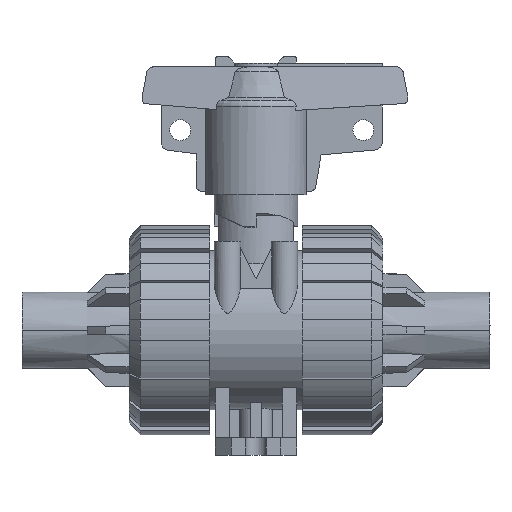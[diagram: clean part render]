
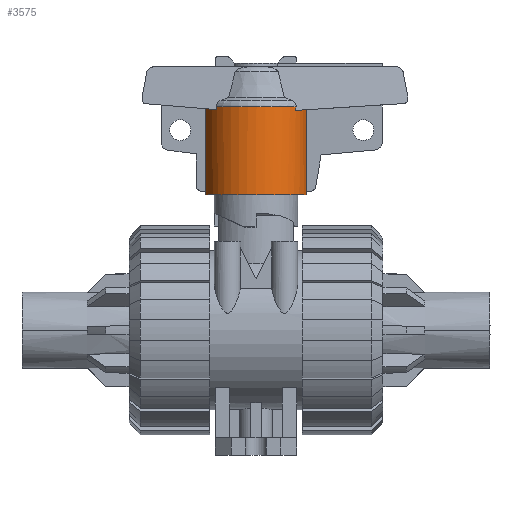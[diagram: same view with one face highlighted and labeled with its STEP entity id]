
A CAD part, front view. The second image highlights one B-rep face of the part: STEP entity #3575.
In plain terms, the highlighted cylindrical face has radius 13.75 mm (diameter 27.5 mm), a partial arc.
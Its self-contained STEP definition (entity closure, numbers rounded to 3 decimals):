
#1607=CARTESIAN_POINT('',(13.304,-3.475,68.7));
#1608=VERTEX_POINT('',#1607);
#1615=CARTESIAN_POINT('',(-13.304,-3.475,68.7));
#1616=VERTEX_POINT('',#1615);
#1617=CARTESIAN_POINT('',(0.0,0.0,68.7));
#1618=DIRECTION('',(0.0,0.0,1.0));
#1619=DIRECTION('',(1.0,0.0,0.0));
#1620=AXIS2_PLACEMENT_3D('',#1617,#1618,#1619);
#1621=CIRCLE('',#1620,13.75);
#1622=EDGE_CURVE('',#1616,#1608,#1621,.T.);
#1794=CARTESIAN_POINT('',(-13.167,-3.96,91.942));
#1795=VERTEX_POINT('',#1794);
#1807=CARTESIAN_POINT('',(-13.167,-3.96,91.449));
#1808=VERTEX_POINT('',#1807);
#1809=CARTESIAN_POINT('',(-13.167,-3.96,91.449));
#1810=DIRECTION('',(0.0,0.0,1.0));
#1811=VECTOR('',#1810,0.493);
#1812=LINE('',#1809,#1811);
#1813=EDGE_CURVE('',#1808,#1795,#1812,.T.);
#1838=CARTESIAN_POINT('',(13.167,-3.96,91.942));
#1839=VERTEX_POINT('',#1838);
#1840=CARTESIAN_POINT('',(13.167,-3.96,91.177));
#1841=VERTEX_POINT('',#1840);
#1842=CARTESIAN_POINT('',(13.167,-3.96,91.942));
#1843=DIRECTION('',(0.0,0.0,-1.0));
#1844=VECTOR('',#1843,0.765);
#1845=LINE('',#1842,#1844);
#1846=EDGE_CURVE('',#1839,#1841,#1845,.T.);
#1986=CARTESIAN_POINT('',(10.458,-8.927,91.006));
#1987=VERTEX_POINT('',#1986);
#1988=CARTESIAN_POINT('',(0.0,0.0,90.344));
#1989=DIRECTION('',(0.063,0.0,-0.998));
#1990=DIRECTION('',(0.998,0.0,0.063));
#1991=AXIS2_PLACEMENT_3D('',#1988,#1989,#1990);
#1992=ELLIPSE('',#1991,13.778,13.75);
#1993=EDGE_CURVE('',#1841,#1987,#1992,.T.);
#2638=CARTESIAN_POINT('',(-10.305,-9.103,91.211));
#2639=VERTEX_POINT('',#2638);
#2640=CARTESIAN_POINT('',(0.0,0.0,90.352));
#2641=DIRECTION('',(-0.083,0.0,-0.997));
#2642=DIRECTION('',(0.997,0.0,-0.083));
#2643=AXIS2_PLACEMENT_3D('',#2640,#2641,#2642);
#2644=ELLIPSE('',#2643,13.798,13.75);
#2645=EDGE_CURVE('',#2639,#1808,#2644,.T.);
#2673=CARTESIAN_POINT('',(10.577,-8.786,91.942));
#2674=VERTEX_POINT('',#2673);
#2675=CARTESIAN_POINT('',(0.0,0.0,159.558));
#2676=DIRECTION('',(0.069,-0.988,0.139));
#2677=DIRECTION('',(0.01,-0.139,-0.99));
#2678=AXIS2_PLACEMENT_3D('',#2675,#2676,#2677);
#2679=ELLIPSE('',#2678,98.798,13.75);
#2680=EDGE_CURVE('',#1987,#2674,#2679,.T.);
#2937=CARTESIAN_POINT('',(-10.401,-8.994,91.942));
#2938=VERTEX_POINT('',#2937);
#2939=CARTESIAN_POINT('',(0.0,0.0,160.942));
#2940=DIRECTION('',(-0.069,-0.988,0.139));
#2941=DIRECTION('',(0.01,0.139,0.99));
#2942=AXIS2_PLACEMENT_3D('',#2939,#2940,#2941);
#2943=ELLIPSE('',#2942,98.798,13.75);
#2944=EDGE_CURVE('',#2938,#2639,#2943,.T.);
#3169=CARTESIAN_POINT('',(-13.304,-3.475,91.942));
#3170=VERTEX_POINT('',#3169);
#3182=CARTESIAN_POINT('',(0.0,0.0,91.942));
#3183=DIRECTION('',(0.0,0.0,1.0));
#3184=DIRECTION('',(1.0,0.0,0.0));
#3185=AXIS2_PLACEMENT_3D('',#3182,#3183,#3184);
#3186=CIRCLE('',#3185,13.75);
#3187=EDGE_CURVE('',#3170,#1795,#3186,.T.);
#3198=CARTESIAN_POINT('',(13.304,-3.475,91.942));
#3199=VERTEX_POINT('',#3198);
#3200=CARTESIAN_POINT('',(0.0,0.0,91.942));
#3201=DIRECTION('',(0.0,0.0,1.0));
#3202=DIRECTION('',(1.0,0.0,0.0));
#3203=AXIS2_PLACEMENT_3D('',#3200,#3201,#3202);
#3204=CIRCLE('',#3203,13.75);
#3205=EDGE_CURVE('',#1839,#3199,#3204,.T.);
#3230=CARTESIAN_POINT('',(0.0,0.0,91.942));
#3231=DIRECTION('',(0.0,0.0,1.0));
#3232=DIRECTION('',(1.0,0.0,0.0));
#3233=AXIS2_PLACEMENT_3D('',#3230,#3231,#3232);
#3234=CIRCLE('',#3233,13.75);
#3235=EDGE_CURVE('',#2938,#2674,#3234,.T.);
#3519=CARTESIAN_POINT('',(-13.304,-3.475,91.942));
#3520=DIRECTION('',(0.0,0.0,-1.0));
#3521=VECTOR('',#3520,23.242);
#3522=LINE('',#3519,#3521);
#3523=EDGE_CURVE('',#3170,#1616,#3522,.T.);
#3532=CARTESIAN_POINT('',(13.304,-3.475,68.7));
#3533=DIRECTION('',(0.0,0.0,1.0));
#3534=VECTOR('',#3533,23.242);
#3535=LINE('',#3532,#3534);
#3536=EDGE_CURVE('',#1608,#3199,#3535,.T.);
#3556=CARTESIAN_POINT('',(0.0,0.0,80.321));
#3557=DIRECTION('',(0.0,0.0,1.0));
#3558=DIRECTION('',(1.0,0.0,0.0));
#3559=AXIS2_PLACEMENT_3D('',#3556,#3557,#3558);
#3560=CYLINDRICAL_SURFACE('',#3559,13.75);
#3561=ORIENTED_EDGE('',*,*,#2680,.T.);
#3562=ORIENTED_EDGE('',*,*,#3235,.F.);
#3563=ORIENTED_EDGE('',*,*,#2944,.T.);
#3564=ORIENTED_EDGE('',*,*,#2645,.T.);
#3565=ORIENTED_EDGE('',*,*,#1813,.T.);
#3566=ORIENTED_EDGE('',*,*,#3187,.F.);
#3567=ORIENTED_EDGE('',*,*,#3523,.T.);
#3568=ORIENTED_EDGE('',*,*,#1622,.T.);
#3569=ORIENTED_EDGE('',*,*,#3536,.T.);
#3570=ORIENTED_EDGE('',*,*,#3205,.F.);
#3571=ORIENTED_EDGE('',*,*,#1846,.T.);
#3572=ORIENTED_EDGE('',*,*,#1993,.T.);
#3573=EDGE_LOOP('',(#3561,#3562,#3563,#3564,#3565,#3566,#3567,#3568,#3569,#3570,#3571,#3572));
#3574=FACE_OUTER_BOUND('',#3573,.T.);
#3575=ADVANCED_FACE('',(#3574),#3560,.T.);
